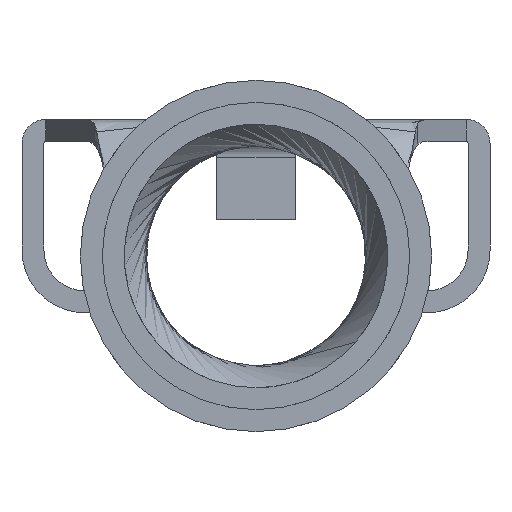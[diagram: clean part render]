
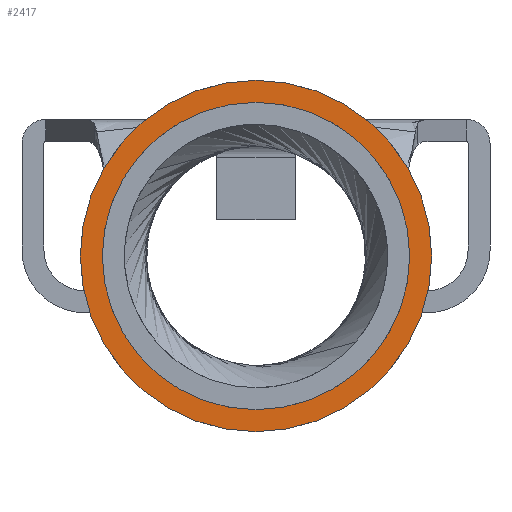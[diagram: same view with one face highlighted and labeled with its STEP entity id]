
A CAD part, front view. The second image highlights one B-rep face of the part: STEP entity #2417.
In plain terms, the highlighted planar face has unit normal (0, -1, 0).
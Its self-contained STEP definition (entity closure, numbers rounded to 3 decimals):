
#16 = DIRECTION ( 'NONE',  ( 0., 0., -1. ) ) ;
#21 = DIRECTION ( 'NONE',  ( 0., 0., -1. ) ) ;
#196 = CIRCLE ( 'NONE', #3394, 2.8 ) ;
#398 = CIRCLE ( 'NONE', #3857, 2.8 ) ;
#529 = ORIENTED_EDGE ( 'NONE', *, *, #1873, .F. ) ;
#726 = DIRECTION ( 'NONE',  ( 0., 0., -1. ) ) ;
#794 = ORIENTED_EDGE ( 'NONE', *, *, #1054, .T. ) ;
#803 = DIRECTION ( 'NONE',  ( 0., -1., 0. ) ) ;
#1054 = EDGE_CURVE ( 'NONE', #3157, #1407, #196, .T. ) ;
#1356 = CARTESIAN_POINT ( 'NONE',  ( 0., -13.18, -2.175 ) ) ;
#1407 = VERTEX_POINT ( 'NONE', #3810 ) ;
#1485 = FACE_OUTER_BOUND ( 'NONE', #2475, .T. ) ;
#1539 = EDGE_CURVE ( 'NONE', #3969, #2755, #2360, .T. ) ;
#1566 = EDGE_LOOP ( 'NONE', ( #529, #1897 ) ) ;
#1679 = EDGE_CURVE ( 'NONE', #1407, #3157, #398, .T. ) ;
#1843 = AXIS2_PLACEMENT_3D ( 'NONE', #2021, #1996, #726 ) ;
#1873 = EDGE_CURVE ( 'NONE', #2755, #3969, #3392, .T. ) ;
#1897 = ORIENTED_EDGE ( 'NONE', *, *, #1539, .F. ) ;
#1996 = DIRECTION ( 'NONE',  ( 0., -1., 0. ) ) ;
#2021 = CARTESIAN_POINT ( 'NONE',  ( 0., -13.18, -2.175 ) ) ;
#2098 = CARTESIAN_POINT ( 'NONE',  ( 0., -13.18, -4.625 ) ) ;
#2360 = CIRCLE ( 'NONE', #1843, 2.45 ) ;
#2417 = ADVANCED_FACE ( 'NONE', ( #1485, #3136 ), #3794, .T. ) ;
#2475 = EDGE_LOOP ( 'NONE', ( #3773, #794 ) ) ;
#2511 = DIRECTION ( 'NONE',  ( 0., -1., 0. ) ) ;
#2600 = CARTESIAN_POINT ( 'NONE',  ( 0., -13.18, -4.625 ) ) ;
#2748 = CARTESIAN_POINT ( 'NONE',  ( 0., -13.18, 0.275 ) ) ;
#2755 = VERTEX_POINT ( 'NONE', #2600 ) ;
#2793 = AXIS2_PLACEMENT_3D ( 'NONE', #4188, #2511, #4145 ) ;
#3136 = FACE_BOUND ( 'NONE', #1566, .T. ) ;
#3157 = VERTEX_POINT ( 'NONE', #4225 ) ;
#3392 = CIRCLE ( 'NONE', #2793, 2.45 ) ;
#3394 = AXIS2_PLACEMENT_3D ( 'NONE', #3712, #4052, #16 ) ;
#3444 = AXIS2_PLACEMENT_3D ( 'NONE', #2098, #803, #3781 ) ;
#3712 = CARTESIAN_POINT ( 'NONE',  ( 0., -13.18, -2.175 ) ) ;
#3729 = DIRECTION ( 'NONE',  ( 0., -1., 0. ) ) ;
#3773 = ORIENTED_EDGE ( 'NONE', *, *, #1679, .T. ) ;
#3781 = DIRECTION ( 'NONE',  ( 0., 0., -1. ) ) ;
#3794 = PLANE ( 'NONE',  #3444 ) ;
#3810 = CARTESIAN_POINT ( 'NONE',  ( 0., -13.18, -4.975 ) ) ;
#3857 = AXIS2_PLACEMENT_3D ( 'NONE', #1356, #3729, #21 ) ;
#3969 = VERTEX_POINT ( 'NONE', #2748 ) ;
#4052 = DIRECTION ( 'NONE',  ( 0., -1., 0. ) ) ;
#4145 = DIRECTION ( 'NONE',  ( 0., 0., -1. ) ) ;
#4188 = CARTESIAN_POINT ( 'NONE',  ( 0., -13.18, -2.175 ) ) ;
#4225 = CARTESIAN_POINT ( 'NONE',  ( 0., -13.18, 0.625 ) ) ;
